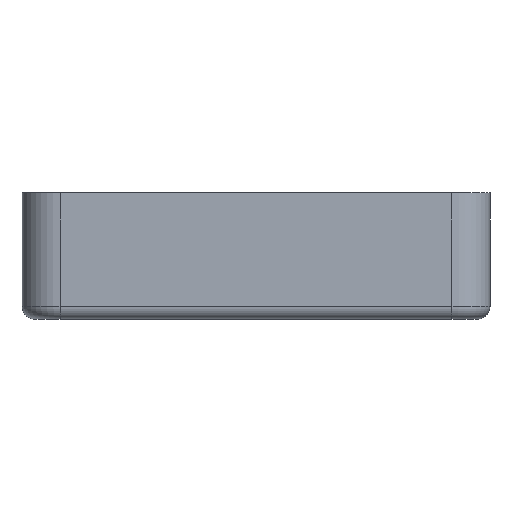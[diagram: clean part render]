
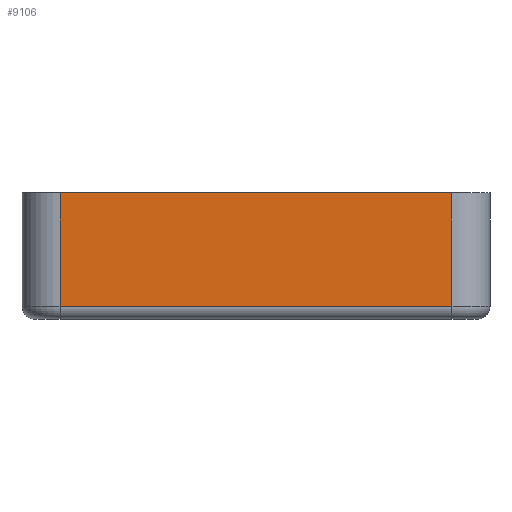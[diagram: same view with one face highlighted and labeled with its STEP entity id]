
A CAD part, front view. The second image highlights one B-rep face of the part: STEP entity #9106.
In plain terms, the highlighted planar face has unit normal (0, -1, 0).
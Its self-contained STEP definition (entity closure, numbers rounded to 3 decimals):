
#290=PLANE('',#9367);
#766=FACE_OUTER_BOUND('',#1289,.T.);
#1289=EDGE_LOOP('',(#8188,#8189,#8190,#8191));
#2055=LINE('',#17798,#2836);
#2060=LINE('',#17828,#2841);
#2062=LINE('',#17834,#2843);
#2063=LINE('',#17835,#2844);
#2836=VECTOR('',#10516,10.);
#2841=VECTOR('',#10553,10.);
#2843=VECTOR('',#10559,10.);
#2844=VECTOR('',#10560,10.);
#4276=VERTEX_POINT('',#17788);
#4278=VERTEX_POINT('',#17794);
#4288=VERTEX_POINT('',#17827);
#4290=VERTEX_POINT('',#17833);
#5590=EDGE_CURVE('',#4276,#4278,#2055,.T.);
#5605=EDGE_CURVE('',#4278,#4288,#2060,.T.);
#5608=EDGE_CURVE('',#4290,#4276,#2062,.T.);
#5609=EDGE_CURVE('',#4288,#4290,#2063,.T.);
#8188=ORIENTED_EDGE('',*,*,#5590,.F.);
#8189=ORIENTED_EDGE('',*,*,#5608,.F.);
#8190=ORIENTED_EDGE('',*,*,#5609,.F.);
#8191=ORIENTED_EDGE('',*,*,#5605,.F.);
#9106=ADVANCED_FACE('',(#766),#290,.T.);
#9367=AXIS2_PLACEMENT_3D('',#17832,#10557,#10558);
#10516=DIRECTION('',(-1.,0.,0.));
#10553=DIRECTION('',(0.,0.,1.));
#10557=DIRECTION('center_axis',(0.,-1.,0.));
#10558=DIRECTION('ref_axis',(-1.,0.,0.));
#10559=DIRECTION('',(0.,0.,-1.));
#10560=DIRECTION('',(1.,0.,0.));
#17788=CARTESIAN_POINT('',(184.398,3.498,-1.));
#17794=CARTESIAN_POINT('',(122.644,3.498,-1.));
#17798=CARTESIAN_POINT('',(171.96,3.498,-1.));
#17827=CARTESIAN_POINT('',(122.644,3.498,16.9));
#17828=CARTESIAN_POINT('',(122.644,3.498,0.));
#17832=CARTESIAN_POINT('Origin',(190.398,3.498,0.));
#17833=CARTESIAN_POINT('',(184.398,3.498,16.9));
#17834=CARTESIAN_POINT('',(184.398,3.498,0.));
#17835=CARTESIAN_POINT('',(116.644,3.498,16.9));
